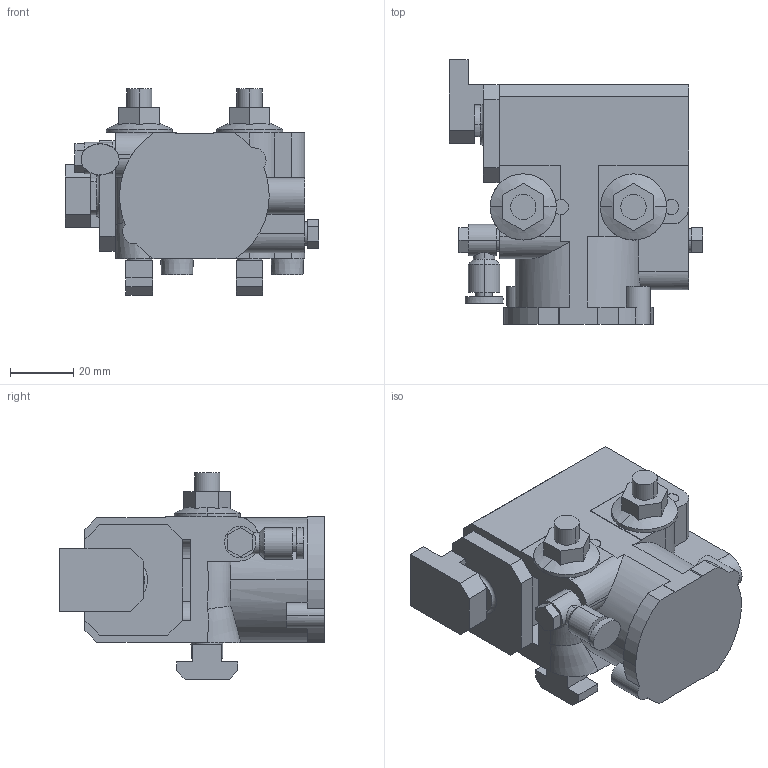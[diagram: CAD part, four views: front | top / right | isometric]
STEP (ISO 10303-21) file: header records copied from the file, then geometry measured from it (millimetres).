
FILE_DESCRIPTION(('STEP AP214'),'1');
FILE_NAME('cctmp_567EAB34-6DC6-4C6C-8574-A5DB9EA28736_2024_11_28_08_22_58_0253_19792..stp','2024-11-28T07:22:58',('Bosch Rexroth AG'),('CADClick - www.CADClick.com'),'Spatial InterOp 3D',' ','unknown authorization - (Healing Option Enabled)');
FILE_SCHEMA(('AUTOMOTIVE_DESIGN'));
Length unit declared in the file: millimetre
Products named in the file (2): 1; 2
Bounding box: 80.5 x 84 x 65.5 mm (x, y, z)
Volume: 161708.7 mm3; surface area: 37307.4 mm2
Topology: 2 solids, 6 shells, 267 faces, 681 edges, 444 vertices
Faces by surface type: plane 168, cylinder 81, cone 10, bspline 6, torus 2
Entity records: 13180 total; most frequent: CARTESIAN_POINT 4484, ORIENTED_EDGE 1356, DIRECTION 1354, EDGE_CURVE 678, AXIS2_PLACEMENT_3D 461, VERTEX_POINT 444, LINE 432, VECTOR 432
